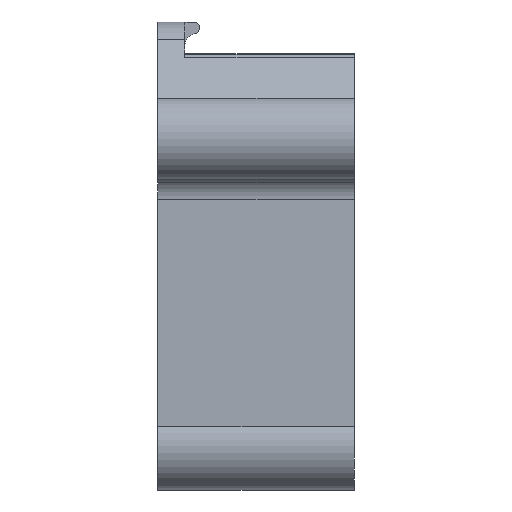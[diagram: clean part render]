
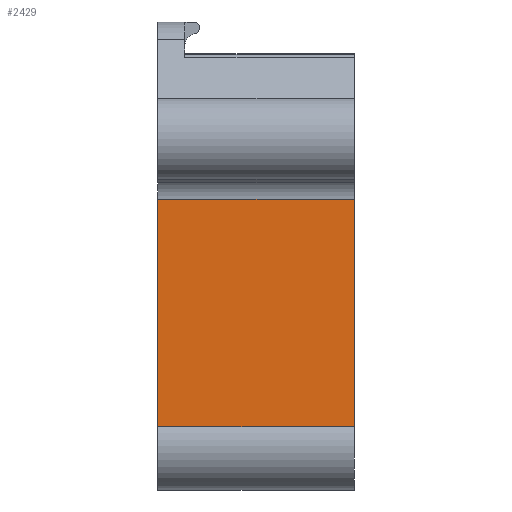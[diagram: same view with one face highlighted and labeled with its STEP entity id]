
A CAD part, left-side view. The second image highlights one B-rep face of the part: STEP entity #2429.
In plain terms, the highlighted planar face has unit normal (-1, 0, 0).
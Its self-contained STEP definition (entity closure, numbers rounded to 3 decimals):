
#130=PLANE('',#2621);
#233=FACE_OUTER_BOUND('',#380,.T.);
#380=EDGE_LOOP('',(#2053,#2054,#2055,#2056,#2057,#2058));
#537=LINE('',#3620,#785);
#540=LINE('',#3631,#788);
#545=LINE('',#3649,#793);
#653=LINE('',#3898,#901);
#662=LINE('',#3932,#910);
#663=LINE('',#3934,#911);
#785=VECTOR('',#2909,10.);
#788=VECTOR('',#2920,10.);
#793=VECTOR('',#2937,10.);
#901=VECTOR('',#3161,10.);
#910=VECTOR('',#3194,10.);
#911=VECTOR('',#3197,10.);
#1123=VERTEX_POINT('',#3618);
#1124=VERTEX_POINT('',#3619);
#1128=VERTEX_POINT('',#3629);
#1135=VERTEX_POINT('',#3648);
#1218=VERTEX_POINT('',#3896);
#1231=VERTEX_POINT('',#3930);
#1387=EDGE_CURVE('',#1123,#1124,#537,.T.);
#1393=EDGE_CURVE('',#1124,#1128,#540,.T.);
#1401=EDGE_CURVE('',#1123,#1135,#545,.T.);
#1522=EDGE_CURVE('',#1218,#1128,#653,.T.);
#1542=EDGE_CURVE('',#1231,#1218,#662,.T.);
#1543=EDGE_CURVE('',#1231,#1135,#663,.T.);
#2053=ORIENTED_EDGE('',*,*,#1393,.T.);
#2054=ORIENTED_EDGE('',*,*,#1522,.F.);
#2055=ORIENTED_EDGE('',*,*,#1542,.F.);
#2056=ORIENTED_EDGE('',*,*,#1543,.T.);
#2057=ORIENTED_EDGE('',*,*,#1401,.F.);
#2058=ORIENTED_EDGE('',*,*,#1387,.T.);
#2429=ADVANCED_FACE('',(#233),#130,.T.);
#2621=AXIS2_PLACEMENT_3D('',#3933,#3195,#3196);
#2909=DIRECTION('',(0.,0.,1.));
#2920=DIRECTION('',(0.,-1.,0.));
#2937=DIRECTION('',(0.,1.,0.));
#3161=DIRECTION('',(0.,0.,-1.));
#3194=DIRECTION('',(0.,-1.,0.));
#3195=DIRECTION('center_axis',(-1.,0.,0.));
#3196=DIRECTION('ref_axis',(0.,0.,1.));
#3197=DIRECTION('',(0.,0.,-1.));
#3618=CARTESIAN_POINT('',(-9.246,18.495,-37.584));
#3619=CARTESIAN_POINT('',(-9.246,18.495,-35.781));
#3620=CARTESIAN_POINT('',(-9.246,18.495,-39.904));
#3629=CARTESIAN_POINT('',(-9.246,2.025,-35.781));
#3631=CARTESIAN_POINT('',(-9.246,5.935,-35.781));
#3648=CARTESIAN_POINT('',(-9.246,18.5,-37.584));
#3649=CARTESIAN_POINT('',(-9.246,0.,-37.584));
#3896=CARTESIAN_POINT('',(-9.246,2.025,-16.716));
#3898=CARTESIAN_POINT('',(-9.246,2.025,-20.292));
#3930=CARTESIAN_POINT('',(-9.246,18.5,-16.716));
#3932=CARTESIAN_POINT('',(-9.246,-0.25,-16.716));
#3933=CARTESIAN_POINT('Origin',(-9.246,0.,-40.584));
#3934=CARTESIAN_POINT('',(-9.246,18.5,-31.639));
